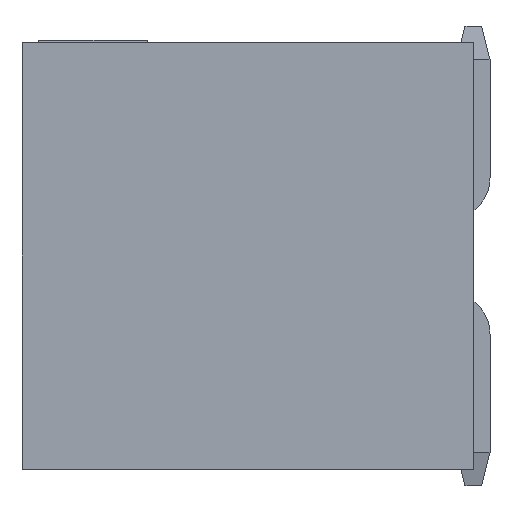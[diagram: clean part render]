
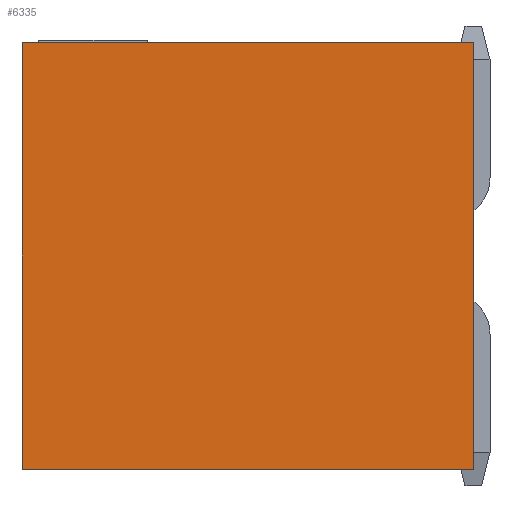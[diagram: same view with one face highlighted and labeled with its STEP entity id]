
A CAD part, left-side view. The second image highlights one B-rep face of the part: STEP entity #6335.
In plain terms, the highlighted planar face has unit normal (-1, 0, 0).
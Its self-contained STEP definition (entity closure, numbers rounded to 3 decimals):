
#72 = CARTESIAN_POINT ( 'NONE',  ( -6.325, 2.7, -2.55 ) ) ;
#575 = CARTESIAN_POINT ( 'NONE',  ( -6.325, 5.4, 0. ) ) ;
#579 = DIRECTION ( 'NONE',  ( 0., 1., 0. ) ) ;
#1088 = LINE ( 'NONE', #1149, #1770 ) ;
#1117 = CARTESIAN_POINT ( 'NONE',  ( -6.325, 5.4, -2.55 ) ) ;
#1149 = CARTESIAN_POINT ( 'NONE',  ( -6.325, 2.7, 2.55 ) ) ;
#1246 = VECTOR ( 'NONE', #6304, 1000. ) ;
#1550 = ORIENTED_EDGE ( 'NONE', *, *, #3310, .F. ) ;
#1571 = LINE ( 'NONE', #575, #4040 ) ;
#1760 = VERTEX_POINT ( 'NONE', #1117 ) ;
#1770 = VECTOR ( 'NONE', #579, 1000. ) ;
#1771 = EDGE_CURVE ( 'NONE', #2872, #4880, #1088, .T. ) ;
#1925 = DIRECTION ( 'NONE',  ( 0., 0., -1. ) ) ;
#1930 = EDGE_CURVE ( 'NONE', #2872, #6191, #5306, .T. ) ;
#1984 = PLANE ( 'NONE',  #2327 ) ;
#2266 = CARTESIAN_POINT ( 'NONE',  ( -6.325, 0., -2.55 ) ) ;
#2327 = AXIS2_PLACEMENT_3D ( 'NONE', #3951, #6349, #2846 ) ;
#2448 = EDGE_CURVE ( 'NONE', #4880, #1760, #1571, .T. ) ;
#2846 = DIRECTION ( 'NONE',  ( 0., 0., 1. ) ) ;
#2872 = VERTEX_POINT ( 'NONE', #3524 ) ;
#3281 = ORIENTED_EDGE ( 'NONE', *, *, #1771, .T. ) ;
#3310 = EDGE_CURVE ( 'NONE', #6191, #1760, #3448, .T. ) ;
#3448 = LINE ( 'NONE', #72, #4149 ) ;
#3524 = CARTESIAN_POINT ( 'NONE',  ( -6.325, 0., 2.55 ) ) ;
#3951 = CARTESIAN_POINT ( 'NONE',  ( -6.325, 0., -2.55 ) ) ;
#3965 = EDGE_LOOP ( 'NONE', ( #1550, #6157, #3281, #5909 ) ) ;
#4040 = VECTOR ( 'NONE', #1925, 1000. ) ;
#4149 = VECTOR ( 'NONE', #5314, 1000. ) ;
#4384 = CARTESIAN_POINT ( 'NONE',  ( -6.325, 5.4, 2.55 ) ) ;
#4392 = FACE_OUTER_BOUND ( 'NONE', #3965, .T. ) ;
#4880 = VERTEX_POINT ( 'NONE', #4384 ) ;
#5306 = LINE ( 'NONE', #5334, #1246 ) ;
#5314 = DIRECTION ( 'NONE',  ( 0., 1., 0. ) ) ;
#5334 = CARTESIAN_POINT ( 'NONE',  ( -6.325, 0., 0. ) ) ;
#5909 = ORIENTED_EDGE ( 'NONE', *, *, #2448, .T. ) ;
#6157 = ORIENTED_EDGE ( 'NONE', *, *, #1930, .F. ) ;
#6191 = VERTEX_POINT ( 'NONE', #2266 ) ;
#6304 = DIRECTION ( 'NONE',  ( 0., 0., -1. ) ) ;
#6335 = ADVANCED_FACE ( 'NONE', ( #4392 ), #1984, .T. ) ;
#6349 = DIRECTION ( 'NONE',  ( -1., 0., 0. ) ) ;
